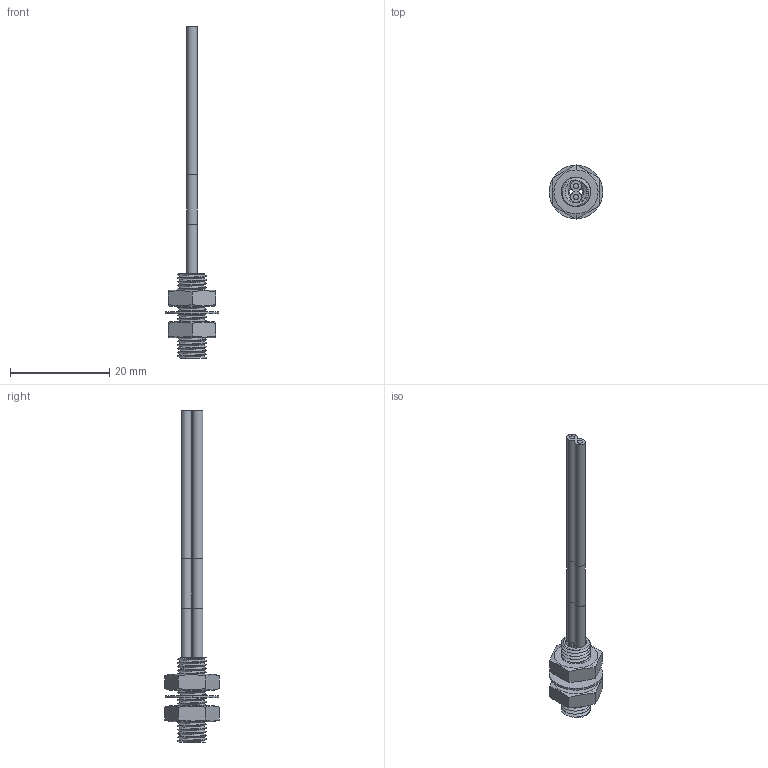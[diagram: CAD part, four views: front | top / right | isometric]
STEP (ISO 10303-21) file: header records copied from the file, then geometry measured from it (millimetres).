
FILE_DESCRIPTION((''),'2;1');
FILE_NAME('193418_ASM','2016-02-17T',('pdmadmin'),(''),'PRO/ENGINEER BY PARAMETRIC TECHNOLOGY CORPORATION, 2013230','PRO/ENGINEER BY PARAMETRIC TECHNOLOGY CORPORATION, 2013230','');
FILE_SCHEMA(('CONFIG_CONTROL_DESIGN'));
Length unit declared in the file: inch
Products named in the file (9): 39456; 30921; 30920_REDRAWN_PDT; 10147; FIBER_CORE_1MM; 10147_BARE_CORE67; 10147_ASM; 32966_ASM; 193418_ASM
Assembly tree (11 placements, depth 4):
  193418_ASM
    32966_ASM
      39456
      30921  x2
      30920_REDRAWN_PDT
      10147_ASM
        10147
        FIBER_CORE_1MM  x2
        10147_BARE_CORE67  x2
Bounding box: 10.79 x 11 x 67.02 mm (x, y, z)
Volume: 1013.7 mm3; surface area: 2926.2 mm2
Topology: 9 solids, 11 shells, 158 faces, 374 edges, 234 vertices
Faces by surface type: cylinder 90, plane 30, bspline 18, cone 12, torus 8
Entity records: 9882 total; most frequent: CARTESIAN_POINT 6877, ORIENTED_EDGE 612, DIRECTION 539, EDGE_CURVE 308, AXIS2_PLACEMENT_3D 218, VERTEX_POINT 194, EDGE_LOOP 136, B_SPLINE_CURVE_WITH_KNOTS 127
